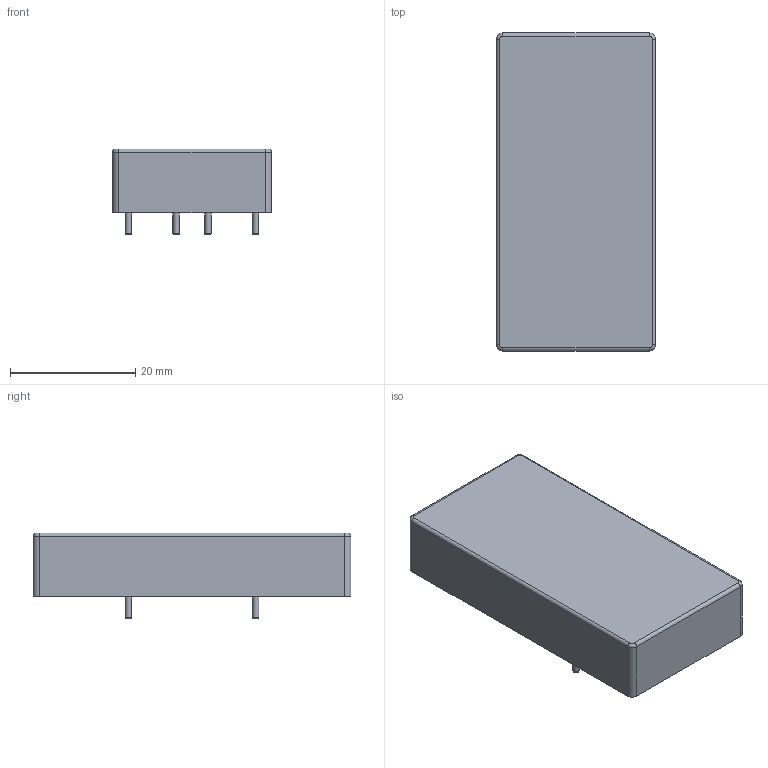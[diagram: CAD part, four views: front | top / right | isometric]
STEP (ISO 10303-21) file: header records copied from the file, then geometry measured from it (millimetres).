
FILE_DESCRIPTION(/* description */ ('model of Converter_DCDC_Cincon_EC5BExx_Single_THT'),/* implementation_level */ '2;1');
FILE_NAME(/* name */ 'Converter_DCDC_Cincon_EC5BExx_Single_THT.step',/* time_stamp */ '2018-04-09T21:30:05',/* author */ ('kicad StepUp','ksu'),/* organization */ ('FreeCAD'),/* preprocessor_version */ 'OCC',/* originating_system */ 'kicad StepUp',/* authorisation */ '');
FILE_SCHEMA(('AUTOMOTIVE_DESIGN { 1 0 10303 214 1 1 1 1 }'));
Length unit declared in the file: millimetre
Products named in the file (1): Converter_DCDC_Cincon_EC5BExx_Single_THT
Bounding box: 25.4 x 50.8 x 13.7 mm (x, y, z)
Volume: 13155.4 mm3; surface area: 4126.3 mm2
Topology: 1 solids, 1 shells, 30 faces, 60 edges, 36 vertices
Faces by surface type: cylinder 12, plane 10, torus 8
Full cylindrical faces by diameter (mm): 1 x4
Entity records: 627 total; most frequent: ORIENTED_EDGE 96, CARTESIAN_POINT 93, AXIS2_PLACEMENT_3D 64, EDGE_CURVE 60, VERTEX_POINT 36, CIRCLE 36, FACE_BOUND 34, EDGE_LOOP 34
